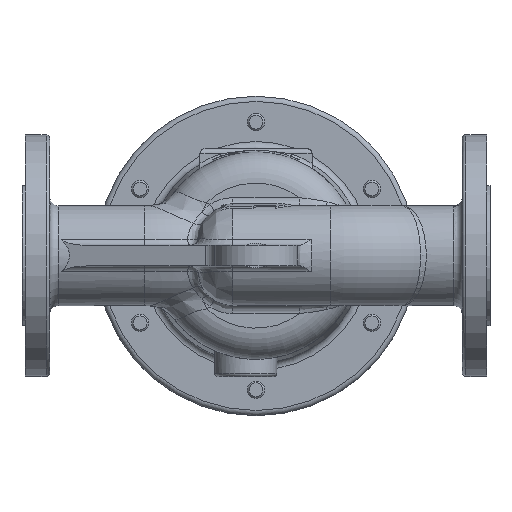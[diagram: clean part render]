
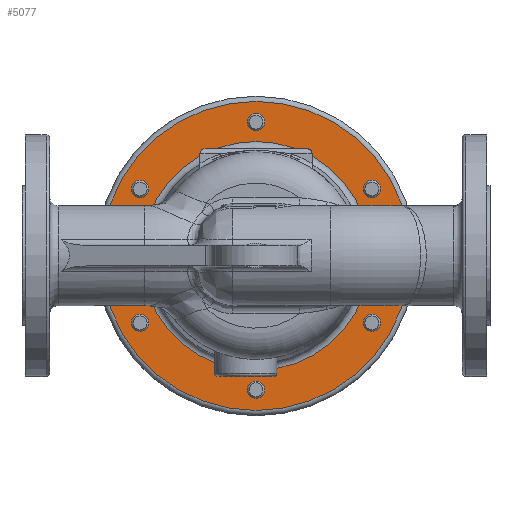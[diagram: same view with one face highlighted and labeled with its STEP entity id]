
A CAD part, top view. The second image highlights one B-rep face of the part: STEP entity #5077.
In plain terms, the highlighted planar face has unit normal (0, 0, 1).
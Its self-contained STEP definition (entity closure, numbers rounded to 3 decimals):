
#4980=CARTESIAN_POINT('',(-66.279,0.,129.5));
#4981=VERTEX_POINT('',#4980);
#4982=CARTESIAN_POINT('',(0.0,0.0,129.5));
#4983=DIRECTION('',(0.0,0.0,1.0));
#4984=DIRECTION('',(1.0,0.0,0.0));
#4985=AXIS2_PLACEMENT_3D('',#4982,#4983,#4984);
#4986=CIRCLE('',#4985,66.279);
#4987=EDGE_CURVE('',#4981,#4981,#4986,.T.);
#4992=CARTESIAN_POINT('',(0.0,0.0,129.5));
#4993=DIRECTION('',(0.0,0.0,-1.0));
#4994=DIRECTION('',(-1.0,0.0,0.0));
#4995=AXIS2_PLACEMENT_3D('',#4992,#4993,#4994);
#4996=PLANE('',#4995);
#4997=CARTESIAN_POINT('',(89.5,0.,129.5));
#4998=VERTEX_POINT('',#4997);
#4999=CARTESIAN_POINT('',(0.0,0.0,129.5));
#5000=DIRECTION('',(0.0,0.0,-1.0));
#5001=DIRECTION('',(-1.0,0.0,0.0));
#5002=AXIS2_PLACEMENT_3D('',#4999,#5000,#5001);
#5003=CIRCLE('',#5002,89.5);
#5004=EDGE_CURVE('',#4998,#4998,#5003,.T.);
#5005=ORIENTED_EDGE('',*,*,#5004,.F.);
#5006=EDGE_LOOP('',(#5005));
#5007=FACE_OUTER_BOUND('',#5006,.T.);
#5008=CARTESIAN_POINT('',(5.0,77.5,129.5));
#5009=VERTEX_POINT('',#5008);
#5010=CARTESIAN_POINT('',(0.0,77.5,129.5));
#5011=DIRECTION('',(0.0,0.0,-1.0));
#5012=DIRECTION('',(-1.0,0.0,0.0));
#5013=AXIS2_PLACEMENT_3D('',#5010,#5011,#5012);
#5014=CIRCLE('',#5013,5.0);
#5015=EDGE_CURVE('',#5009,#5009,#5014,.T.);
#5016=ORIENTED_EDGE('',*,*,#5015,.T.);
#5017=EDGE_LOOP('',(#5016));
#5018=FACE_BOUND('',#5017,.T.);
#5019=CARTESIAN_POINT('',(69.617,34.42,129.5));
#5020=VERTEX_POINT('',#5019);
#5021=CARTESIAN_POINT('',(67.117,38.75,129.5));
#5022=DIRECTION('',(0.0,0.0,-1.0));
#5023=DIRECTION('',(-0.5,0.866,0.0));
#5024=AXIS2_PLACEMENT_3D('',#5021,#5022,#5023);
#5025=CIRCLE('',#5024,5.0);
#5026=EDGE_CURVE('',#5020,#5020,#5025,.T.);
#5027=ORIENTED_EDGE('',*,*,#5026,.T.);
#5028=EDGE_LOOP('',(#5027));
#5029=FACE_BOUND('',#5028,.T.);
#5030=CARTESIAN_POINT('',(64.617,-43.08,129.5));
#5031=VERTEX_POINT('',#5030);
#5032=CARTESIAN_POINT('',(67.117,-38.75,129.5));
#5033=DIRECTION('',(0.0,0.0,-1.0));
#5034=DIRECTION('',(0.5,0.866,0.0));
#5035=AXIS2_PLACEMENT_3D('',#5032,#5033,#5034);
#5036=CIRCLE('',#5035,5.0);
#5037=EDGE_CURVE('',#5031,#5031,#5036,.T.);
#5038=ORIENTED_EDGE('',*,*,#5037,.T.);
#5039=EDGE_LOOP('',(#5038));
#5040=FACE_BOUND('',#5039,.T.);
#5041=CARTESIAN_POINT('',(-5.,-77.5,129.5));
#5042=VERTEX_POINT('',#5041);
#5043=CARTESIAN_POINT('',(0.,-77.5,129.5));
#5044=DIRECTION('',(0.0,0.0,-1.0));
#5045=DIRECTION('',(1.0,0.0,0.0));
#5046=AXIS2_PLACEMENT_3D('',#5043,#5044,#5045);
#5047=CIRCLE('',#5046,5.0);
#5048=EDGE_CURVE('',#5042,#5042,#5047,.T.);
#5049=ORIENTED_EDGE('',*,*,#5048,.T.);
#5050=EDGE_LOOP('',(#5049));
#5051=FACE_BOUND('',#5050,.T.);
#5052=CARTESIAN_POINT('',(-69.617,-34.42,129.5));
#5053=VERTEX_POINT('',#5052);
#5054=CARTESIAN_POINT('',(-67.117,-38.75,129.5));
#5055=DIRECTION('',(0.0,0.0,-1.0));
#5056=DIRECTION('',(0.5,-0.866,0.0));
#5057=AXIS2_PLACEMENT_3D('',#5054,#5055,#5056);
#5058=CIRCLE('',#5057,5.0);
#5059=EDGE_CURVE('',#5053,#5053,#5058,.T.);
#5060=ORIENTED_EDGE('',*,*,#5059,.T.);
#5061=EDGE_LOOP('',(#5060));
#5062=FACE_BOUND('',#5061,.T.);
#5063=CARTESIAN_POINT('',(-64.617,43.08,129.5));
#5064=VERTEX_POINT('',#5063);
#5065=CARTESIAN_POINT('',(-67.117,38.75,129.5));
#5066=DIRECTION('',(0.0,0.0,-1.0));
#5067=DIRECTION('',(-0.5,-0.866,0.0));
#5068=AXIS2_PLACEMENT_3D('',#5065,#5066,#5067);
#5069=CIRCLE('',#5068,5.0);
#5070=EDGE_CURVE('',#5064,#5064,#5069,.T.);
#5071=ORIENTED_EDGE('',*,*,#5070,.T.);
#5072=EDGE_LOOP('',(#5071));
#5073=FACE_BOUND('',#5072,.T.);
#5074=ORIENTED_EDGE('',*,*,#4987,.F.);
#5075=EDGE_LOOP('',(#5074));
#5076=FACE_BOUND('',#5075,.T.);
#5077=ADVANCED_FACE('',(#5007,#5018,#5029,#5040,#5051,#5062,#5073,#5076),#4996,.F.);
